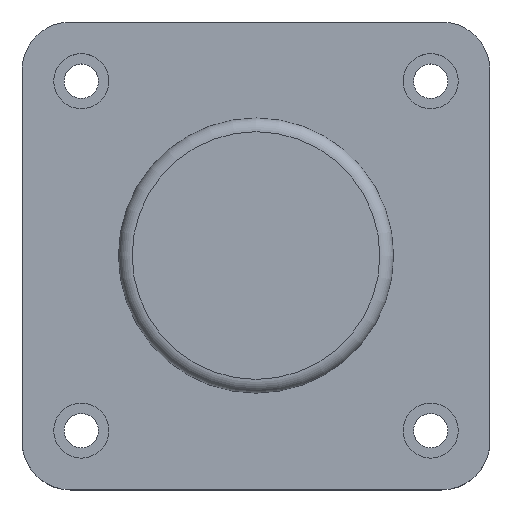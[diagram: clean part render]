
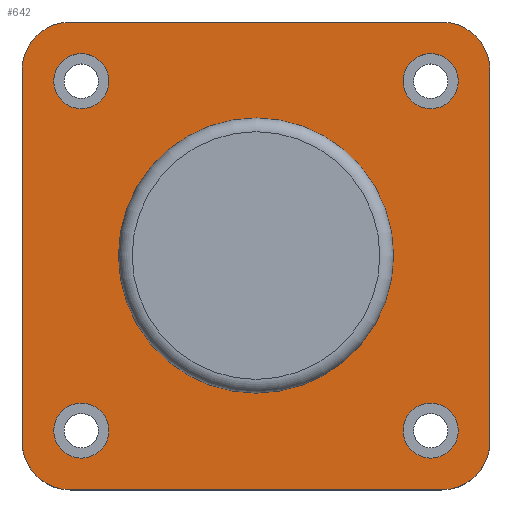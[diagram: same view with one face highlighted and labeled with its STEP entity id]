
A CAD part, top view. The second image highlights one B-rep face of the part: STEP entity #642.
In plain terms, the highlighted planar face has unit normal (0, 0, 1).
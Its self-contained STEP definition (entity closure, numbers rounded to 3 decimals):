
#28=FACE_BOUND('',#142,.T.);
#29=FACE_BOUND('',#143,.T.);
#30=FACE_BOUND('',#144,.T.);
#31=FACE_BOUND('',#145,.T.);
#32=FACE_BOUND('',#146,.T.);
#56=PLANE('',#711);
#88=FACE_OUTER_BOUND('',#141,.T.);
#141=EDGE_LOOP('',(#485,#486,#487,#488,#489,#490,#491,#492));
#142=EDGE_LOOP('',(#493));
#143=EDGE_LOOP('',(#494));
#144=EDGE_LOOP('',(#495));
#145=EDGE_LOOP('',(#496));
#146=EDGE_LOOP('',(#497));
#197=LINE('',#1051,#229);
#198=LINE('',#1055,#230);
#199=LINE('',#1059,#231);
#200=LINE('',#1062,#232);
#229=VECTOR('',#864,54.);
#230=VECTOR('',#867,54.);
#231=VECTOR('',#870,54.);
#232=VECTOR('',#873,54.);
#252=CIRCLE('',#682,4.);
#255=CIRCLE('',#687,4.);
#258=CIRCLE('',#692,4.);
#261=CIRCLE('',#697,4.);
#267=CIRCLE('',#709,7.);
#269=CIRCLE('',#712,7.);
#270=CIRCLE('',#713,7.);
#271=CIRCLE('',#714,7.);
#272=CIRCLE('',#715,15.);
#302=VERTEX_POINT('',#999);
#305=VERTEX_POINT('',#1007);
#308=VERTEX_POINT('',#1015);
#311=VERTEX_POINT('',#1023);
#317=VERTEX_POINT('',#1041);
#318=VERTEX_POINT('',#1042);
#321=VERTEX_POINT('',#1050);
#322=VERTEX_POINT('',#1052);
#323=VERTEX_POINT('',#1054);
#324=VERTEX_POINT('',#1056);
#325=VERTEX_POINT('',#1058);
#326=VERTEX_POINT('',#1060);
#327=VERTEX_POINT('',#1063);
#368=EDGE_CURVE('',#302,#302,#252,.T.);
#371=EDGE_CURVE('',#305,#305,#255,.T.);
#374=EDGE_CURVE('',#308,#308,#258,.T.);
#377=EDGE_CURVE('',#311,#311,#261,.T.);
#383=EDGE_CURVE('',#317,#318,#267,.T.);
#387=EDGE_CURVE('',#317,#321,#197,.T.);
#388=EDGE_CURVE('',#322,#321,#269,.T.);
#389=EDGE_CURVE('',#322,#323,#198,.T.);
#390=EDGE_CURVE('',#324,#323,#270,.T.);
#391=EDGE_CURVE('',#324,#325,#199,.T.);
#392=EDGE_CURVE('',#326,#325,#271,.T.);
#393=EDGE_CURVE('',#326,#318,#200,.T.);
#394=EDGE_CURVE('',#327,#327,#272,.T.);
#485=ORIENTED_EDGE('',*,*,#383,.F.);
#486=ORIENTED_EDGE('',*,*,#387,.T.);
#487=ORIENTED_EDGE('',*,*,#388,.F.);
#488=ORIENTED_EDGE('',*,*,#389,.T.);
#489=ORIENTED_EDGE('',*,*,#390,.F.);
#490=ORIENTED_EDGE('',*,*,#391,.T.);
#491=ORIENTED_EDGE('',*,*,#392,.F.);
#492=ORIENTED_EDGE('',*,*,#393,.T.);
#493=ORIENTED_EDGE('',*,*,#368,.T.);
#494=ORIENTED_EDGE('',*,*,#371,.T.);
#495=ORIENTED_EDGE('',*,*,#374,.T.);
#496=ORIENTED_EDGE('',*,*,#377,.T.);
#497=ORIENTED_EDGE('',*,*,#394,.T.);
#642=ADVANCED_FACE('',(#88,#28,#29,#30,#31,#32),#56,.T.);
#682=AXIS2_PLACEMENT_3D('',#1000,#802,#803);
#687=AXIS2_PLACEMENT_3D('',#1008,#812,#813);
#692=AXIS2_PLACEMENT_3D('',#1016,#822,#823);
#697=AXIS2_PLACEMENT_3D('',#1024,#832,#833);
#709=AXIS2_PLACEMENT_3D('',#1043,#856,#857);
#711=AXIS2_PLACEMENT_3D('',#1049,#862,#863);
#712=AXIS2_PLACEMENT_3D('',#1053,#865,#866);
#713=AXIS2_PLACEMENT_3D('',#1057,#868,#869);
#714=AXIS2_PLACEMENT_3D('',#1061,#871,#872);
#715=AXIS2_PLACEMENT_3D('',#1064,#874,#875);
#802=DIRECTION('center_axis',(0.,0.,-1.));
#803=DIRECTION('ref_axis',(-1.,0.,0.));
#812=DIRECTION('center_axis',(0.,0.,-1.));
#813=DIRECTION('ref_axis',(-1.,0.,0.));
#822=DIRECTION('center_axis',(0.,0.,-1.));
#823=DIRECTION('ref_axis',(-1.,0.,0.));
#832=DIRECTION('center_axis',(0.,0.,-1.));
#833=DIRECTION('ref_axis',(-1.,0.,0.));
#856=DIRECTION('center_axis',(0.,0.,-1.));
#857=DIRECTION('ref_axis',(-0.707,-0.707,0.));
#862=DIRECTION('center_axis',(0.,0.,1.));
#863=DIRECTION('ref_axis',(1.,0.,0.));
#864=DIRECTION('',(1.,0.,0.));
#865=DIRECTION('center_axis',(0.,0.,-1.));
#866=DIRECTION('ref_axis',(0.707,-0.707,0.));
#867=DIRECTION('',(0.,1.,0.));
#868=DIRECTION('center_axis',(0.,0.,-1.));
#869=DIRECTION('ref_axis',(0.707,0.707,0.));
#870=DIRECTION('',(-1.,0.,0.));
#871=DIRECTION('center_axis',(0.,0.,-1.));
#872=DIRECTION('ref_axis',(-0.707,0.707,0.));
#873=DIRECTION('',(0.,-1.,0.));
#874=DIRECTION('center_axis',(0.,0.,-1.));
#875=DIRECTION('ref_axis',(-1.,0.,0.));
#999=CARTESIAN_POINT('',(29.4,-25.4,19.));
#1000=CARTESIAN_POINT('Origin',(25.4,-25.4,19.));
#1007=CARTESIAN_POINT('',(-21.4,25.4,19.));
#1008=CARTESIAN_POINT('Origin',(-25.4,25.4,19.));
#1015=CARTESIAN_POINT('',(29.4,25.4,19.));
#1016=CARTESIAN_POINT('Origin',(25.4,25.4,19.));
#1023=CARTESIAN_POINT('',(-21.4,-25.4,19.));
#1024=CARTESIAN_POINT('Origin',(-25.4,-25.4,19.));
#1041=CARTESIAN_POINT('',(-27.,-34.,19.));
#1042=CARTESIAN_POINT('',(-34.,-27.,19.));
#1043=CARTESIAN_POINT('Origin',(-27.,-27.,19.));
#1049=CARTESIAN_POINT('Origin',(0.,0.,19.));
#1050=CARTESIAN_POINT('',(27.,-34.,19.));
#1051=CARTESIAN_POINT('',(34.,-34.,19.));
#1052=CARTESIAN_POINT('',(34.,-27.,19.));
#1053=CARTESIAN_POINT('Origin',(27.,-27.,19.));
#1054=CARTESIAN_POINT('',(34.,27.,19.));
#1055=CARTESIAN_POINT('',(34.,34.,19.));
#1056=CARTESIAN_POINT('',(27.,34.,19.));
#1057=CARTESIAN_POINT('Origin',(27.,27.,19.));
#1058=CARTESIAN_POINT('',(-27.,34.,19.));
#1059=CARTESIAN_POINT('',(-34.,34.,19.));
#1060=CARTESIAN_POINT('',(-34.,27.,19.));
#1061=CARTESIAN_POINT('Origin',(-27.,27.,19.));
#1062=CARTESIAN_POINT('',(-34.,-34.,19.));
#1063=CARTESIAN_POINT('',(15.,0.,19.));
#1064=CARTESIAN_POINT('Origin',(0.,0.,19.));
